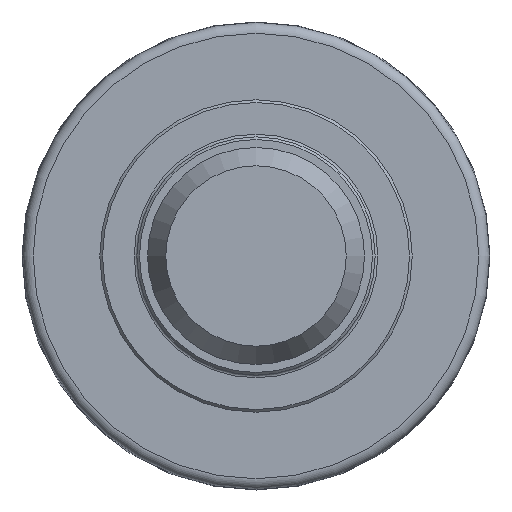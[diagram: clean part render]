
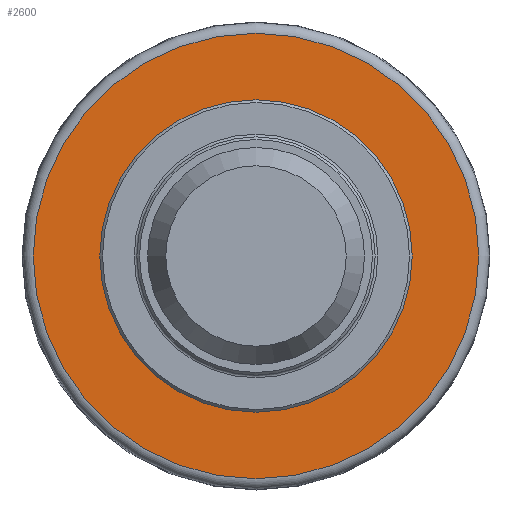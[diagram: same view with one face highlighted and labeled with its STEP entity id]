
A CAD part, left-side view. The second image highlights one B-rep face of the part: STEP entity #2600.
In plain terms, the highlighted planar face has unit normal (-1, 0, 0).
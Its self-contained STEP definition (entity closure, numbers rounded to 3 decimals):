
#45=FACE_BOUND('',#289,.T.);
#63=PLANE('',#2795);
#145=FACE_OUTER_BOUND('',#288,.T.);
#288=EDGE_LOOP('',(#1621,#1622));
#289=EDGE_LOOP('',(#1623,#1624));
#477=CIRCLE('',#2796,42.079);
#478=CIRCLE('',#2797,42.079);
#479=CIRCLE('',#2798,29.25);
#480=CIRCLE('',#2799,29.25);
#969=VERTEX_POINT('',#4270);
#970=VERTEX_POINT('',#4271);
#971=VERTEX_POINT('',#4274);
#972=VERTEX_POINT('',#4275);
#1208=EDGE_CURVE('',#969,#970,#477,.T.);
#1209=EDGE_CURVE('',#970,#969,#478,.T.);
#1210=EDGE_CURVE('',#971,#972,#479,.T.);
#1211=EDGE_CURVE('',#972,#971,#480,.T.);
#1621=ORIENTED_EDGE('',*,*,#1208,.F.);
#1622=ORIENTED_EDGE('',*,*,#1209,.F.);
#1623=ORIENTED_EDGE('',*,*,#1210,.T.);
#1624=ORIENTED_EDGE('',*,*,#1211,.T.);
#2600=ADVANCED_FACE('',(#145,#45),#63,.T.);
#2795=AXIS2_PLACEMENT_3D('',#4269,#3283,#3284);
#2796=AXIS2_PLACEMENT_3D('',#4272,#3285,#3286);
#2797=AXIS2_PLACEMENT_3D('',#4273,#3287,#3288);
#2798=AXIS2_PLACEMENT_3D('',#4276,#3289,#3290);
#2799=AXIS2_PLACEMENT_3D('',#4277,#3291,#3292);
#3283=DIRECTION('center_axis',(-1.,0.,0.));
#3284=DIRECTION('ref_axis',(0.,0.,1.));
#3285=DIRECTION('center_axis',(1.,0.,0.));
#3286=DIRECTION('ref_axis',(0.,-1.,0.));
#3287=DIRECTION('center_axis',(1.,0.,0.));
#3288=DIRECTION('ref_axis',(0.,-1.,0.));
#3289=DIRECTION('center_axis',(1.,0.,0.));
#3290=DIRECTION('ref_axis',(0.,-1.,0.));
#3291=DIRECTION('center_axis',(1.,0.,0.));
#3292=DIRECTION('ref_axis',(0.,-1.,0.));
#4269=CARTESIAN_POINT('Origin',(23.7,38.27,0.));
#4270=CARTESIAN_POINT('',(23.7,42.079,0.));
#4271=CARTESIAN_POINT('',(23.7,0.,42.079));
#4272=CARTESIAN_POINT('Origin',(23.7,0.,0.));
#4273=CARTESIAN_POINT('Origin',(23.7,0.,0.));
#4274=CARTESIAN_POINT('',(23.7,-29.25,0.));
#4275=CARTESIAN_POINT('',(23.7,29.25,0.));
#4276=CARTESIAN_POINT('Origin',(23.7,0.,0.));
#4277=CARTESIAN_POINT('Origin',(23.7,0.,0.));
